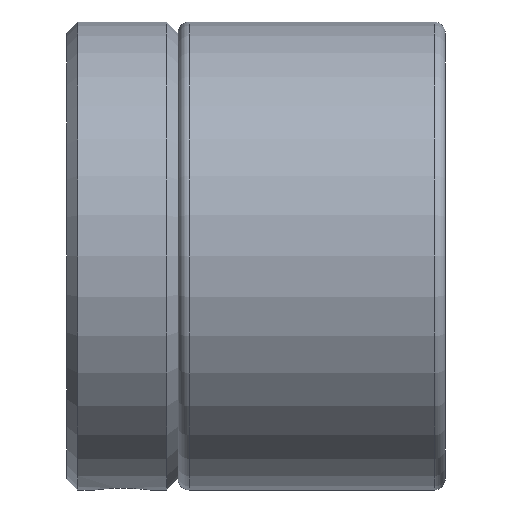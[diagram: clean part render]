
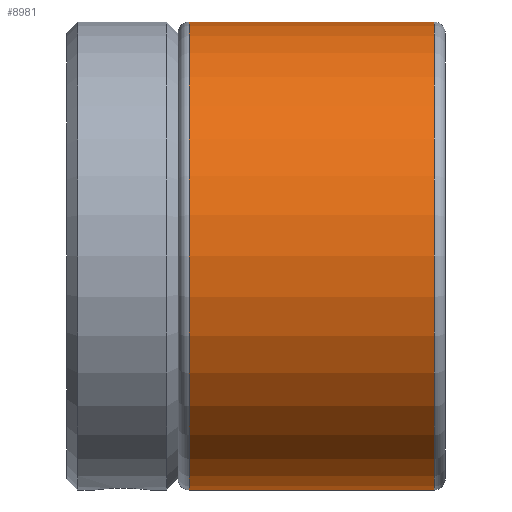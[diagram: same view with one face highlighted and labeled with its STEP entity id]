
A CAD part, left-side view. The second image highlights one B-rep face of the part: STEP entity #8981.
In plain terms, the highlighted cylindrical face has radius 10.5 mm (diameter 21 mm), a partial arc.
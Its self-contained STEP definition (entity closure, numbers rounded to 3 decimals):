
#405 = VECTOR ( 'NONE', #9522, 1000. ) ;
#625 = LINE ( 'NONE', #5145, #405 ) ;
#1363 = LINE ( 'NONE', #6685, #6616 ) ;
#1667 = CIRCLE ( 'NONE', #6486, 10.5 ) ;
#1843 = AXIS2_PLACEMENT_3D ( 'NONE', #7393, #9538, #13935 ) ;
#2167 = DIRECTION ( 'NONE',  ( 0., -1., 0. ) ) ;
#2982 = DIRECTION ( 'NONE',  ( 0., 0., 1. ) ) ;
#3508 = AXIS2_PLACEMENT_3D ( 'NONE', #8274, #3891, #5182 ) ;
#3891 = DIRECTION ( 'NONE',  ( 0., -1., 0. ) ) ;
#4001 = ORIENTED_EDGE ( 'NONE', *, *, #9657, .T. ) ;
#4203 = CARTESIAN_POINT ( 'NONE',  ( 0., 0.5, 0. ) ) ;
#4224 = ORIENTED_EDGE ( 'NONE', *, *, #6054, .F. ) ;
#4734 = CARTESIAN_POINT ( 'NONE',  ( 0., 11.5, 10.5 ) ) ;
#5145 = CARTESIAN_POINT ( 'NONE',  ( 0., 12., -10.5 ) ) ;
#5182 = DIRECTION ( 'NONE',  ( 0., 0., -1. ) ) ;
#6054 = EDGE_CURVE ( 'NONE', #6336, #6792, #1363, .T. ) ;
#6123 = FACE_OUTER_BOUND ( 'NONE', #7543, .T. ) ;
#6336 = VERTEX_POINT ( 'NONE', #4734 ) ;
#6486 = AXIS2_PLACEMENT_3D ( 'NONE', #4203, #9656, #2982 ) ;
#6616 = VECTOR ( 'NONE', #2167, 1000. ) ;
#6624 = EDGE_CURVE ( 'NONE', #9854, #7415, #625, .T. ) ;
#6628 = ORIENTED_EDGE ( 'NONE', *, *, #13695, .T. ) ;
#6685 = CARTESIAN_POINT ( 'NONE',  ( 0., 12., 10.5 ) ) ;
#6792 = VERTEX_POINT ( 'NONE', #7809 ) ;
#7393 = CARTESIAN_POINT ( 'NONE',  ( 0., 11.5, 0. ) ) ;
#7415 = VERTEX_POINT ( 'NONE', #14053 ) ;
#7543 = EDGE_LOOP ( 'NONE', ( #4224, #6628, #14161, #4001 ) ) ;
#7809 = CARTESIAN_POINT ( 'NONE',  ( 0., 0.5, 10.5 ) ) ;
#8266 = CIRCLE ( 'NONE', #1843, 10.5 ) ;
#8274 = CARTESIAN_POINT ( 'NONE',  ( 0., 12., 0. ) ) ;
#8347 = CYLINDRICAL_SURFACE ( 'NONE', #3508, 10.5 ) ;
#8981 = ADVANCED_FACE ( 'NONE', ( #6123 ), #8347, .T. ) ;
#9522 = DIRECTION ( 'NONE',  ( 0., -1., 0. ) ) ;
#9538 = DIRECTION ( 'NONE',  ( 0., -1., 0. ) ) ;
#9656 = DIRECTION ( 'NONE',  ( 0., 1., 0. ) ) ;
#9657 = EDGE_CURVE ( 'NONE', #7415, #6792, #1667, .T. ) ;
#9854 = VERTEX_POINT ( 'NONE', #13402 ) ;
#13402 = CARTESIAN_POINT ( 'NONE',  ( 0., 11.5, -10.5 ) ) ;
#13695 = EDGE_CURVE ( 'NONE', #6336, #9854, #8266, .T. ) ;
#13935 = DIRECTION ( 'NONE',  ( 0., 0., 1. ) ) ;
#14053 = CARTESIAN_POINT ( 'NONE',  ( 0., 0.5, -10.5 ) ) ;
#14161 = ORIENTED_EDGE ( 'NONE', *, *, #6624, .T. ) ;
